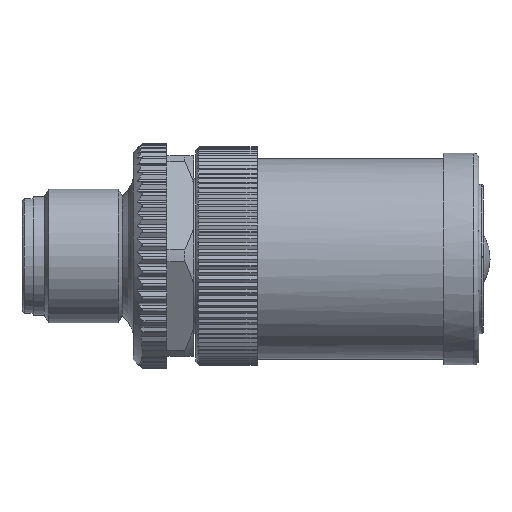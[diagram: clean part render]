
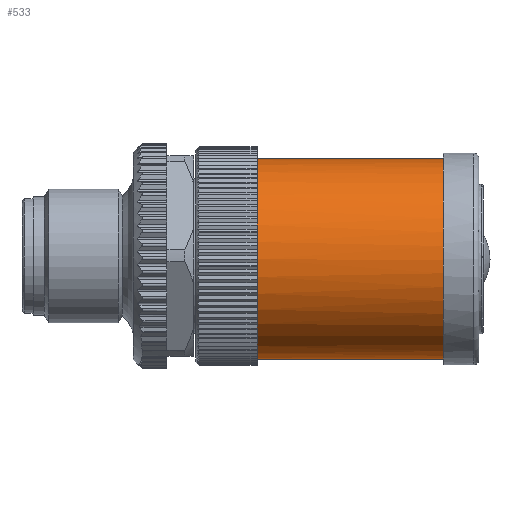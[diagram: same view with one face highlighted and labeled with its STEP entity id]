
A CAD part, top view. The second image highlights one B-rep face of the part: STEP entity #533.
In plain terms, the highlighted cylindrical face has radius 9 mm (diameter 18 mm), a full revolution.
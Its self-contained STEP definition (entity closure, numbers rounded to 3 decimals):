
#78=FACE_BOUND('',#1978,.T.);
#79=FACE_BOUND('',#1979,.T.);
#533=ADVANCED_FACE('F238',(#78,#79),#1130,.T.);
#1130=CYLINDRICAL_SURFACE('',#11804,9.);
#1978=EDGE_LOOP('',(#3158));
#1979=EDGE_LOOP('',(#3159,#3160));
#2609=CIRCLE('',#11803,9.);
#2997=(
BOUNDED_CURVE()
B_SPLINE_CURVE(2,(#16116,#16117,#16118,#16119,#16120,#16121,#16122,#16123,
#16124),.UNSPECIFIED.,.F.,.F.)
B_SPLINE_CURVE_WITH_KNOTS((3,2,2,2,3),(0.,0.25,0.5,0.75,1.),
 .UNSPECIFIED.)
CURVE()
GEOMETRIC_REPRESENTATION_ITEM()
RATIONAL_B_SPLINE_CURVE((1.,0.792,1.,0.792,1.,0.792,
1.,0.792,1.))
REPRESENTATION_ITEM('')
);
#3158=ORIENTED_EDGE('',*,*,#7786,.F.);
#3159=ORIENTED_EDGE('',*,*,#7785,.F.);
#3160=ORIENTED_EDGE('',*,*,#7782,.F.);
#6579=VERTEX_POINT('',#16125);
#6580=VERTEX_POINT('',#16126);
#6581=VERTEX_POINT('',#16177);
#7782=EDGE_CURVE('E692',#6579,#6580,#2997,.T.);
#7785=EDGE_CURVE('E691',#6580,#6579,#9507,.T.);
#7786=EDGE_CURVE('',#6581,#6581,#2609,.T.);
#9507=B_SPLINE_CURVE_WITH_KNOTS('',3,(#16136,#16137,#16138,#16139,#16140,
#16141,#16142,#16143,#16144,#16145,#16146,#16147,#16148,#16149,#16150,#16151,
#16152,#16153,#16154,#16155,#16156,#16157),.UNSPECIFIED.,.F.,.F.,(4,2,2,
2,2,2,2,2,2,2,4),(0.,0.125,0.188,0.25,0.375,0.5,0.625,0.75,0.813,0.875,
1.),.UNSPECIFIED.);
#11803=AXIS2_PLACEMENT_3D('',#16176,#12865,#12866);
#11804=AXIS2_PLACEMENT_3D('',#16178,#12867,#12868);
#12865=DIRECTION('',(-1.,0.,0.));
#12866=DIRECTION('',(0.,0.,-1.));
#12867=DIRECTION('',(1.,0.,0.));
#12868=DIRECTION('',(0.,0.,1.));
#16116=CARTESIAN_POINT('',(18.8,4.417,-7.842));
#16117=CARTESIAN_POINT('',(18.8,10.467,-4.434));
#16118=CARTESIAN_POINT('',(18.8,8.706,2.283));
#16119=CARTESIAN_POINT('',(18.8,6.944,9.));
#16120=CARTESIAN_POINT('',(18.8,0.,9.));
#16121=CARTESIAN_POINT('',(18.8,-6.944,9.));
#16122=CARTESIAN_POINT('',(18.8,-8.706,2.283));
#16123=CARTESIAN_POINT('',(18.8,-10.467,-4.434));
#16124=CARTESIAN_POINT('',(18.8,-4.417,-7.842));
#16125=CARTESIAN_POINT('',(18.8,4.417,-7.842));
#16126=CARTESIAN_POINT('',(18.8,-4.417,-7.842));
#16136=CARTESIAN_POINT('',(18.8,-4.417,-7.842));
#16137=CARTESIAN_POINT('',(17.905,-5.684,-7.128));
#16138=CARTESIAN_POINT('',(16.742,-6.59,-6.193));
#16139=CARTESIAN_POINT('',(14.573,-7.397,-5.145));
#16140=CARTESIAN_POINT('',(13.743,-7.568,-4.871));
#16141=CARTESIAN_POINT('',(12.054,-7.591,-4.834));
#16142=CARTESIAN_POINT('',(11.22,-7.445,-5.074));
#16143=CARTESIAN_POINT('',(9.,-6.683,-6.087));
#16144=CARTESIAN_POINT('',(7.819,-5.792,-7.033));
#16145=CARTESIAN_POINT('',(6.002,-3.347,-8.474));
#16146=CARTESIAN_POINT('',(5.404,-1.712,-8.997));
#16147=CARTESIAN_POINT('',(5.396,1.677,-9.003));
#16148=CARTESIAN_POINT('',(5.991,3.327,-8.483));
#16149=CARTESIAN_POINT('',(7.811,5.786,-7.04));
#16150=CARTESIAN_POINT('',(8.989,6.674,-6.097));
#16151=CARTESIAN_POINT('',(11.199,7.44,-5.082));
#16152=CARTESIAN_POINT('',(12.044,7.59,-4.836));
#16153=CARTESIAN_POINT('',(13.732,7.569,-4.869));
#16154=CARTESIAN_POINT('',(14.557,7.402,-5.139));
#16155=CARTESIAN_POINT('',(16.743,6.591,-6.192));
#16156=CARTESIAN_POINT('',(17.905,5.685,-7.128));
#16157=CARTESIAN_POINT('',(18.8,4.417,-7.842));
#16176=CARTESIAN_POINT('',(2.1,0.,0.));
#16177=CARTESIAN_POINT('',(2.1,0.,-9.));
#16178=CARTESIAN_POINT('',(0.,0.,0.));
